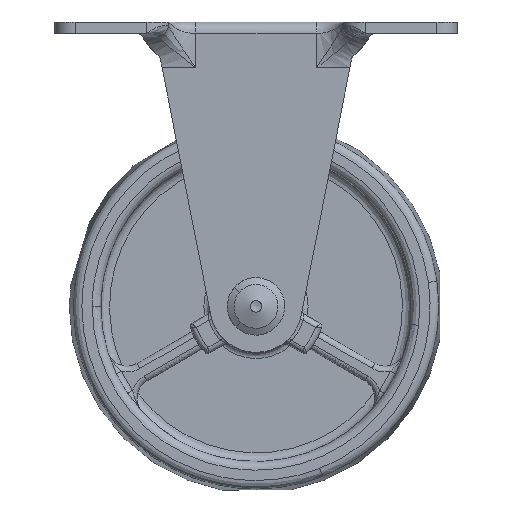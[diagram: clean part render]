
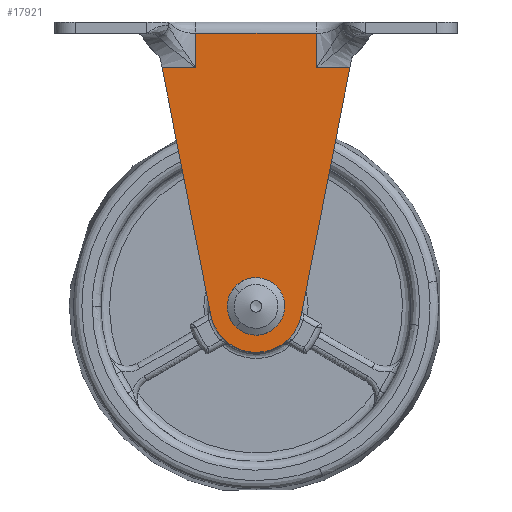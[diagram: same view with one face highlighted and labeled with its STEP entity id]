
A CAD part, front view. The second image highlights one B-rep face of the part: STEP entity #17921.
In plain terms, the highlighted free-form (B-spline) face has degree [1, 1] with [2, 2] control points.
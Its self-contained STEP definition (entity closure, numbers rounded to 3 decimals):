
#13487=CARTESIAN_POINT('',(2.329,-15.0,7.267));
#13488=VERTEX_POINT('',#13487);
#13494=CARTESIAN_POINT('',(0.0,-15.0,8.25));
#13495=VERTEX_POINT('',#13494);
#13496=CARTESIAN_POINT('',(0.0,-15.0,8.25));
#13497=CARTESIAN_POINT('',(0.27,-15.,8.25));
#13498=CARTESIAN_POINT('',(0.811,-15.,8.182));
#13499=CARTESIAN_POINT('',(1.623,-15.0,7.863));
#13500=CARTESIAN_POINT('',(2.103,-15.,7.499));
#13501=CARTESIAN_POINT('',(2.329,-15.0,7.267));
#13502=B_SPLINE_CURVE_WITH_KNOTS('',3,(#13496,#13497,#13498,#13499,#13500,#13501),.UNSPECIFIED.,.F.,.U.,(4,1,1,4),(0.,0.811,1.623,2.597),.UNSPECIFIED.);
#13503=EDGE_CURVE('',#13495,#13488,#13502,.T.);
#13505=CARTESIAN_POINT('',(-3.25,-15.0,5.));
#13506=VERTEX_POINT('',#13505);
#13507=CARTESIAN_POINT('',(-3.25,-15.0,5.));
#13508=CARTESIAN_POINT('',(-3.25,-15.,5.399));
#13509=CARTESIAN_POINT('',(-3.126,-15.,6.063));
#13510=CARTESIAN_POINT('',(-2.709,-15.,6.843));
#13511=CARTESIAN_POINT('',(-2.151,-15.,7.491));
#13512=CARTESIAN_POINT('',(-1.523,-15.,7.91));
#13513=CARTESIAN_POINT('',(-0.744,-15.,8.189));
#13514=CARTESIAN_POINT('',(-0.292,-15.,8.25));
#13515=CARTESIAN_POINT('',(0.0,-15.0,8.25));
#13516=B_SPLINE_CURVE_WITH_KNOTS('',3,(#13507,#13508,#13509,#13510,#13511,#13512,#13513,#13514,#13515),.UNSPECIFIED.,.F.,.U.,(4,1,1,1,1,1,4),(0.,1.197,1.994,2.632,3.749,4.228,5.105),.UNSPECIFIED.);
#13517=EDGE_CURVE('',#13506,#13495,#13516,.T.);
#13519=CARTESIAN_POINT('',(0.0,-15.0,1.75));
#13520=VERTEX_POINT('',#13519);
#13521=CARTESIAN_POINT('',(0.0,-15.0,1.75));
#13522=CARTESIAN_POINT('',(-0.399,-15.0,1.75));
#13523=CARTESIAN_POINT('',(-1.01,-15.,1.864));
#13524=CARTESIAN_POINT('',(-1.75,-15.,2.237));
#13525=CARTESIAN_POINT('',(-2.255,-15.,2.631));
#13526=CARTESIAN_POINT('',(-2.779,-15.,3.238));
#13527=CARTESIAN_POINT('',(-3.16,-15.,4.043));
#13528=CARTESIAN_POINT('',(-3.25,-15.,4.708));
#13529=CARTESIAN_POINT('',(-3.25,-15.0,5.));
#13530=B_SPLINE_CURVE_WITH_KNOTS('',3,(#13521,#13522,#13523,#13524,#13525,#13526,#13527,#13528,#13529),.UNSPECIFIED.,.F.,.U.,(4,1,1,1,1,1,4),(0.,1.197,1.835,2.473,3.111,4.228,5.105),.UNSPECIFIED.);
#13531=EDGE_CURVE('',#13520,#13506,#13530,.T.);
#13533=CARTESIAN_POINT('',(2.396,-15.0,2.804));
#13534=VERTEX_POINT('',#13533);
#13535=CARTESIAN_POINT('',(2.396,-15.0,2.804));
#13536=CARTESIAN_POINT('',(2.112,-15.0,2.494));
#13537=CARTESIAN_POINT('',(1.559,-15.,2.087));
#13538=CARTESIAN_POINT('',(0.702,-15.,1.8));
#13539=CARTESIAN_POINT('',(0.225,-15.,1.75));
#13540=CARTESIAN_POINT('',(0.0,-15.0,1.75));
#13541=B_SPLINE_CURVE_WITH_KNOTS('',3,(#13535,#13536,#13537,#13538,#13539,#13540),.UNSPECIFIED.,.F.,.U.,(4,1,1,4),(0.,1.263,2.021,2.694),.UNSPECIFIED.);
#13542=EDGE_CURVE('',#13534,#13520,#13541,.T.);
#13624=CARTESIAN_POINT('',(3.25,-15.0,5.));
#13625=VERTEX_POINT('',#13624);
#13626=CARTESIAN_POINT('',(3.25,-15.0,5.));
#13627=CARTESIAN_POINT('',(3.25,-15.,4.774));
#13628=CARTESIAN_POINT('',(3.2,-15.,4.297));
#13629=CARTESIAN_POINT('',(2.942,-15.,3.53));
#13630=CARTESIAN_POINT('',(2.617,-15.0,3.045));
#13631=CARTESIAN_POINT('',(2.396,-15.0,2.804));
#13632=B_SPLINE_CURVE_WITH_KNOTS('',3,(#13626,#13627,#13628,#13629,#13630,#13631),.UNSPECIFIED.,.F.,.U.,(4,1,1,4),(0.,0.678,1.431,2.411),.UNSPECIFIED.);
#13633=EDGE_CURVE('',#13625,#13534,#13632,.T.);
#13635=CARTESIAN_POINT('',(2.329,-15.0,7.267));
#13636=CARTESIAN_POINT('',(2.639,-15.,6.949));
#13637=CARTESIAN_POINT('',(3.097,-15.0,6.228));
#13638=CARTESIAN_POINT('',(3.25,-15.0,5.392));
#13639=CARTESIAN_POINT('',(3.25,-15.0,5.));
#13640=B_SPLINE_CURVE_WITH_KNOTS('',3,(#13635,#13636,#13637,#13638,#13639),.UNSPECIFIED.,.F.,.U.,(4,1,4),(0.,1.333,2.508),.UNSPECIFIED.);
#13641=EDGE_CURVE('',#13488,#13625,#13640,.T.);
#15201=CARTESIAN_POINT('',(10.515,-15.0,46.5));
#15202=VERTEX_POINT('',#15201);
#15411=CARTESIAN_POINT('',(-10.515,-15.,46.5));
#15412=VERTEX_POINT('',#15411);
#16720=CARTESIAN_POINT('',(-10.515,-15.,52.5));
#16721=VERTEX_POINT('',#16720);
#16788=CARTESIAN_POINT('',(10.515,-15.0,52.5));
#16789=VERTEX_POINT('',#16788);
#16809=CARTESIAN_POINT('',(10.515,-15.0,52.5));
#16810=CARTESIAN_POINT('',(-10.515,-15.,52.5));
#16811=QUASI_UNIFORM_CURVE('',1,(#16809,#16810),.UNSPECIFIED.,.F.,.U.);
#16812=EDGE_CURVE('',#16789,#16721,#16811,.T.);
#17394=CARTESIAN_POINT('',(-10.515,-15.,46.5));
#17395=CARTESIAN_POINT('',(-10.515,-15.,52.5));
#17396=QUASI_UNIFORM_CURVE('',1,(#17394,#17395),.UNSPECIFIED.,.F.,.U.);
#17397=EDGE_CURVE('',#15412,#16721,#17396,.T.);
#17417=CARTESIAN_POINT('',(10.515,-15.0,46.5));
#17418=CARTESIAN_POINT('',(10.515,-15.0,52.5));
#17419=QUASI_UNIFORM_CURVE('',1,(#17417,#17418),.UNSPECIFIED.,.F.,.U.);
#17420=EDGE_CURVE('',#15202,#16789,#17419,.T.);
#17855=CARTESIAN_POINT('',(-17.965,-15.0,-5.772));
#17856=CARTESIAN_POINT('',(-17.965,-15.0,55.272));
#17857=CARTESIAN_POINT('',(17.965,-15.0,-5.772));
#17858=CARTESIAN_POINT('',(17.965,-15.0,55.272));
#17859=B_SPLINE_SURFACE_WITH_KNOTS('',1,1,((#17855,#17857),(#17856,#17858)),.UNSPECIFIED.,.F.,.F.,.U.,(2,2),(2,2),(0.0,61.044),(0.0,35.931),.UNSPECIFIED.);
#17860=ORIENTED_EDGE('',*,*,#17420,.T.);
#17861=ORIENTED_EDGE('',*,*,#16812,.T.);
#17862=ORIENTED_EDGE('',*,*,#17397,.F.);
#17863=CARTESIAN_POINT('',(-16.334,-15.0,46.5));
#17864=VERTEX_POINT('',#17863);
#17865=CARTESIAN_POINT('',(-16.334,-15.0,46.5));
#17866=CARTESIAN_POINT('',(-10.515,-15.,46.5));
#17867=QUASI_UNIFORM_CURVE('',1,(#17865,#17866),.UNSPECIFIED.,.F.,.U.);
#17868=EDGE_CURVE('',#17864,#15412,#17867,.T.);
#17869=ORIENTED_EDGE('',*,*,#17868,.F.);
#17870=CARTESIAN_POINT('',(-7.849,-15.0,3.453));
#17871=VERTEX_POINT('',#17870);
#17872=CARTESIAN_POINT('',(-16.334,-15.0,46.5));
#17873=CARTESIAN_POINT('',(-7.849,-15.0,3.453));
#17874=QUASI_UNIFORM_CURVE('',1,(#17872,#17873),.UNSPECIFIED.,.F.,.U.);
#17875=EDGE_CURVE('',#17864,#17871,#17874,.T.);
#17876=ORIENTED_EDGE('',*,*,#17875,.T.);
#17877=CARTESIAN_POINT('',(7.847,-15.0,3.443));
#17878=VERTEX_POINT('',#17877);
#17879=CARTESIAN_POINT('',(7.847,-15.0,3.443));
#17880=CARTESIAN_POINT('',(7.752,-15.,2.965));
#17881=CARTESIAN_POINT('',(7.467,-15.,1.999));
#17882=CARTESIAN_POINT('',(6.689,-15.,0.488));
#17883=CARTESIAN_POINT('',(5.59,-15.,-0.814));
#17884=CARTESIAN_POINT('',(4.329,-15.,-1.772));
#17885=CARTESIAN_POINT('',(3.082,-15.,-2.425));
#17886=CARTESIAN_POINT('',(1.821,-15.,-2.831));
#17887=CARTESIAN_POINT('',(0.284,-15.,-3.046));
#17888=CARTESIAN_POINT('',(-1.214,-15.,-2.964));
#17889=CARTESIAN_POINT('',(-2.799,-15.,-2.545));
#17890=CARTESIAN_POINT('',(-4.046,-15.,-1.948));
#17891=CARTESIAN_POINT('',(-5.216,-15.,-1.115));
#17892=CARTESIAN_POINT('',(-6.275,-15.,-0.057));
#17893=CARTESIAN_POINT('',(-7.281,-15.,1.491));
#17894=CARTESIAN_POINT('',(-7.711,-15.,2.75));
#17895=CARTESIAN_POINT('',(-7.849,-15.0,3.453));
#17896=B_SPLINE_CURVE_WITH_KNOTS('',3,(#17879,#17880,#17881,#17882,#17883,#17884,#17885,#17886,#17887,#17888,#17889,#17890,#17891,#17892,#17893,#17894,#17895),.UNSPECIFIED.,.F.,.U.,(4,1,1,1,1,1,1,1,1,1,1,1,1,1,4),(0.,1.461,3.009,5.072,6.534,7.737,9.285,10.488,12.38,13.755,15.389,16.506,18.054,19.859,22.009),.UNSPECIFIED.);
#17897=EDGE_CURVE('',#17878,#17871,#17896,.T.);
#17898=ORIENTED_EDGE('',*,*,#17897,.F.);
#17899=CARTESIAN_POINT('',(16.334,-15.0,46.5));
#17900=VERTEX_POINT('',#17899);
#17901=CARTESIAN_POINT('',(7.847,-15.0,3.443));
#17902=CARTESIAN_POINT('',(16.334,-15.0,46.5));
#17903=QUASI_UNIFORM_CURVE('',1,(#17901,#17902),.UNSPECIFIED.,.F.,.U.);
#17904=EDGE_CURVE('',#17878,#17900,#17903,.T.);
#17905=ORIENTED_EDGE('',*,*,#17904,.T.);
#17906=CARTESIAN_POINT('',(10.515,-15.0,46.5));
#17907=CARTESIAN_POINT('',(16.334,-15.0,46.5));
#17908=QUASI_UNIFORM_CURVE('',1,(#17906,#17907),.UNSPECIFIED.,.F.,.U.);
#17909=EDGE_CURVE('',#15202,#17900,#17908,.T.);
#17910=ORIENTED_EDGE('',*,*,#17909,.F.);
#17911=EDGE_LOOP('',(#17860,#17861,#17862,#17869,#17876,#17898,#17905,#17910));
#17912=FACE_OUTER_BOUND('',#17911,.T.);
#17913=ORIENTED_EDGE('',*,*,#13531,.T.);
#17914=ORIENTED_EDGE('',*,*,#13517,.T.);
#17915=ORIENTED_EDGE('',*,*,#13503,.T.);
#17916=ORIENTED_EDGE('',*,*,#13641,.T.);
#17917=ORIENTED_EDGE('',*,*,#13633,.T.);
#17918=ORIENTED_EDGE('',*,*,#13542,.T.);
#17919=EDGE_LOOP('',(#17913,#17914,#17915,#17916,#17917,#17918));
#17920=FACE_BOUND('',#17919,.T.);
#17921=ADVANCED_FACE('',(#17912,#17920),#17859,.F.);
